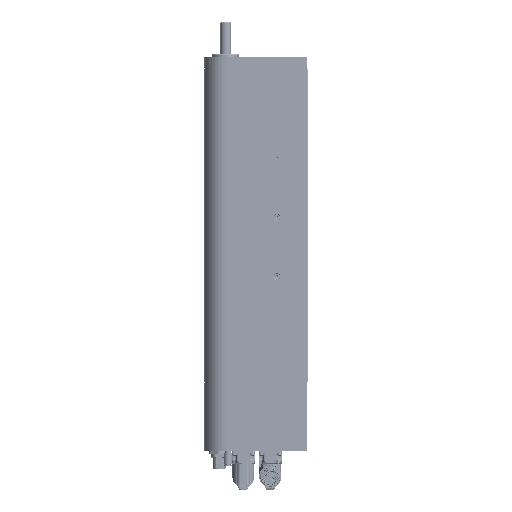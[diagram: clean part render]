
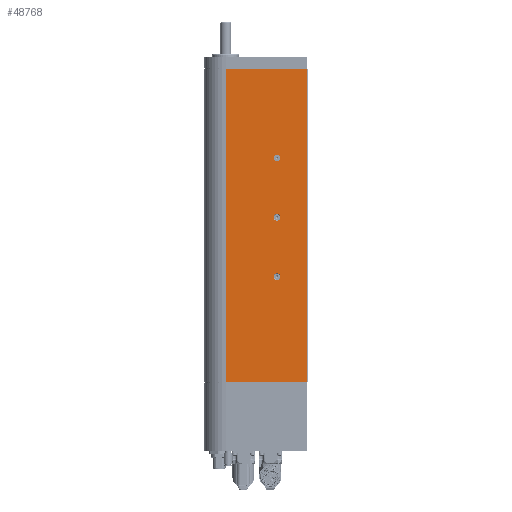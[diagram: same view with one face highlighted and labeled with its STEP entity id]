
A CAD part, left-side view. The second image highlights one B-rep face of the part: STEP entity #48768.
In plain terms, the highlighted face is planar.
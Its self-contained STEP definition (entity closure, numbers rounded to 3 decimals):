
#2467 = EDGE_LOOP ( 'NONE', ( #8976, #176816, #175862, #23063 ) ) ;
#2956 = CARTESIAN_POINT ( 'NONE',  ( 20., -47.5, 189.85 ) ) ;
#3768 = CARTESIAN_POINT ( 'NONE',  ( 20., -75.5, 291. ) ) ;
#5464 = CARTESIAN_POINT ( 'NONE',  ( 20., -47.5, 79.85 ) ) ;
#5740 = FACE_BOUND ( 'NONE', #59602, .T. ) ;
#6645 = CARTESIAN_POINT ( 'NONE',  ( 20., 0., 291. ) ) ;
#7022 = EDGE_CURVE ( 'NONE', #183386, #110671, #95797, .T. ) ;
#8394 = CARTESIAN_POINT ( 'NONE',  ( 20., -47.5, 83. ) ) ;
#8976 = ORIENTED_EDGE ( 'NONE', *, *, #158500, .F. ) ;
#10422 = VECTOR ( 'NONE', #173129, 1000. ) ;
#17956 = DIRECTION ( 'NONE',  ( 0., -1., 0. ) ) ;
#19203 = CARTESIAN_POINT ( 'NONE',  ( 20., -47.5, 193. ) ) ;
#23063 = ORIENTED_EDGE ( 'NONE', *, *, #7022, .F. ) ;
#24636 = EDGE_CURVE ( 'NONE', #125389, #125389, #162384, .T. ) ;
#31370 = CARTESIAN_POINT ( 'NONE',  ( 20., -75.5, 291. ) ) ;
#33452 = VECTOR ( 'NONE', #151738, 1000. ) ;
#35266 = AXIS2_PLACEMENT_3D ( 'NONE', #19203, #60581, #174117 ) ;
#38341 = ORIENTED_EDGE ( 'NONE', *, *, #147973, .F. ) ;
#38631 = CARTESIAN_POINT ( 'NONE',  ( 20., 0., 291. ) ) ;
#41539 = VERTEX_POINT ( 'NONE', #74336 ) ;
#41576 = EDGE_LOOP ( 'NONE', ( #180909 ) ) ;
#46304 = AXIS2_PLACEMENT_3D ( 'NONE', #8394, #80670, #78810 ) ;
#48768 = ADVANCED_FACE ( 'NONE', ( #5740, #178443, #149390, #163452 ), #176615, .F. ) ;
#48959 = DIRECTION ( 'NONE',  ( -1., 0., 0. ) ) ;
#56095 = ORIENTED_EDGE ( 'NONE', *, *, #24636, .F. ) ;
#58101 = CARTESIAN_POINT ( 'NONE',  ( 20., 0., 291. ) ) ;
#59602 = EDGE_LOOP ( 'NONE', ( #38341 ) ) ;
#60581 = DIRECTION ( 'NONE',  ( 1., 0., 0. ) ) ;
#61420 = EDGE_CURVE ( 'NONE', #180028, #180028, #115125, .T. ) ;
#65336 = EDGE_CURVE ( 'NONE', #41539, #110671, #152683, .T. ) ;
#74336 = CARTESIAN_POINT ( 'NONE',  ( 20., -75.5, 0. ) ) ;
#78810 = DIRECTION ( 'NONE',  ( 0., 0., -1. ) ) ;
#80670 = DIRECTION ( 'NONE',  ( 1., 0., 0. ) ) ;
#81556 = AXIS2_PLACEMENT_3D ( 'NONE', #6645, #48959, #17956 ) ;
#86380 = LINE ( 'NONE', #158692, #116872 ) ;
#95797 = LINE ( 'NONE', #38631, #128919 ) ;
#98130 = CIRCLE ( 'NONE', #35266, 3.15 ) ;
#101577 = VERTEX_POINT ( 'NONE', #3768 ) ;
#106875 = DIRECTION ( 'NONE',  ( 1., 0., 0. ) ) ;
#107803 = DIRECTION ( 'NONE',  ( 0., 0., -1. ) ) ;
#108504 = CARTESIAN_POINT ( 'NONE',  ( 20., 0., 0. ) ) ;
#110671 = VERTEX_POINT ( 'NONE', #128094 ) ;
#115125 = CIRCLE ( 'NONE', #46304, 3.15 ) ;
#116872 = VECTOR ( 'NONE', #159613, 1000. ) ;
#121612 = EDGE_CURVE ( 'NONE', #101577, #41539, #142170, .T. ) ;
#125389 = VERTEX_POINT ( 'NONE', #164895 ) ;
#128094 = CARTESIAN_POINT ( 'NONE',  ( 20., 0., 0. ) ) ;
#128919 = VECTOR ( 'NONE', #139940, 1000. ) ;
#129481 = CARTESIAN_POINT ( 'NONE',  ( 20., -47.5, 138. ) ) ;
#131583 = VERTEX_POINT ( 'NONE', #2956 ) ;
#139742 = EDGE_LOOP ( 'NONE', ( #56095 ) ) ;
#139940 = DIRECTION ( 'NONE',  ( 0., 0., -1. ) ) ;
#142170 = LINE ( 'NONE', #31370, #10422 ) ;
#147973 = EDGE_CURVE ( 'NONE', #131583, #131583, #98130, .T. ) ;
#149390 = FACE_BOUND ( 'NONE', #139742, .T. ) ;
#151738 = DIRECTION ( 'NONE',  ( 0., 1., 0. ) ) ;
#152683 = LINE ( 'NONE', #108504, #33452 ) ;
#158500 = EDGE_CURVE ( 'NONE', #101577, #183386, #86380, .T. ) ;
#158692 = CARTESIAN_POINT ( 'NONE',  ( 20., 0., 291. ) ) ;
#159613 = DIRECTION ( 'NONE',  ( 0., 1., 0. ) ) ;
#162384 = CIRCLE ( 'NONE', #165461, 3.15 ) ;
#163452 = FACE_OUTER_BOUND ( 'NONE', #2467, .T. ) ;
#164895 = CARTESIAN_POINT ( 'NONE',  ( 20., -47.5, 134.85 ) ) ;
#165461 = AXIS2_PLACEMENT_3D ( 'NONE', #129481, #106875, #107803 ) ;
#173129 = DIRECTION ( 'NONE',  ( 0., 0., -1. ) ) ;
#174117 = DIRECTION ( 'NONE',  ( 0., 0., -1. ) ) ;
#175862 = ORIENTED_EDGE ( 'NONE', *, *, #65336, .T. ) ;
#176615 = PLANE ( 'NONE',  #81556 ) ;
#176816 = ORIENTED_EDGE ( 'NONE', *, *, #121612, .T. ) ;
#178443 = FACE_BOUND ( 'NONE', #41576, .T. ) ;
#180028 = VERTEX_POINT ( 'NONE', #5464 ) ;
#180909 = ORIENTED_EDGE ( 'NONE', *, *, #61420, .F. ) ;
#183386 = VERTEX_POINT ( 'NONE', #58101 ) ;
